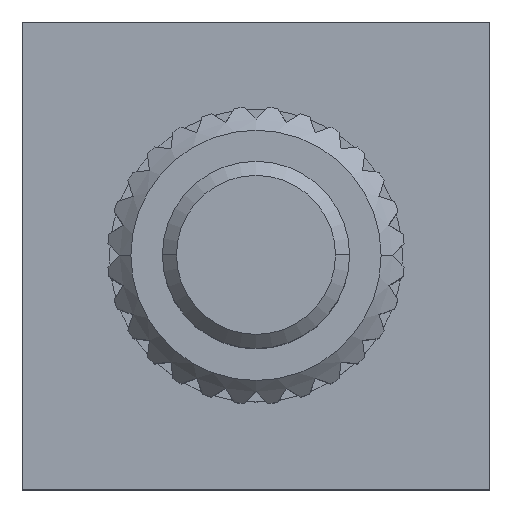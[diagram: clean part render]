
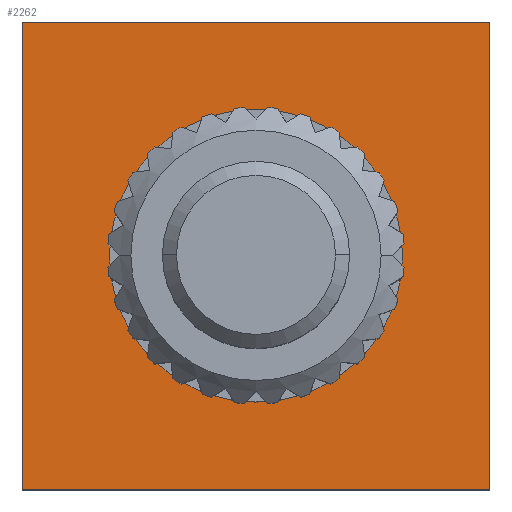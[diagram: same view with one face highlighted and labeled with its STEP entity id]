
A CAD part, top view. The second image highlights one B-rep face of the part: STEP entity #2262.
In plain terms, the highlighted planar face has unit normal (0, 0, 1).
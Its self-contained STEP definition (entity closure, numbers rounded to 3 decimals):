
#130 = DIRECTION ( 'NONE',  ( 1., 0., 0. ) ) ;
#236 = EDGE_CURVE ( 'NONE', #766, #4916, #5718, .T. ) ;
#337 = CIRCLE ( 'NONE', #2453, 3.125 ) ;
#455 = CARTESIAN_POINT ( 'NONE',  ( -5., 5., 2. ) ) ;
#498 = AXIS2_PLACEMENT_3D ( 'NONE', #1796, #3998, #4496 ) ;
#766 = VERTEX_POINT ( 'NONE', #1545 ) ;
#802 = VECTOR ( 'NONE', #2656, 1000. ) ;
#1053 = DIRECTION ( 'NONE',  ( 0., 0., 1. ) ) ;
#1113 = ORIENTED_EDGE ( 'NONE', *, *, #5043, .T. ) ;
#1407 = ORIENTED_EDGE ( 'NONE', *, *, #2371, .T. ) ;
#1423 = EDGE_CURVE ( 'NONE', #2139, #2910, #337, .T. ) ;
#1448 = CARTESIAN_POINT ( 'NONE',  ( 5., 5., 2. ) ) ;
#1545 = CARTESIAN_POINT ( 'NONE',  ( 5., -5., 2. ) ) ;
#1796 = CARTESIAN_POINT ( 'NONE',  ( 0., 0., 2. ) ) ;
#1830 = DIRECTION ( 'NONE',  ( 0., 0., 1. ) ) ;
#1914 = VECTOR ( 'NONE', #3215, 1000. ) ;
#1920 = FACE_BOUND ( 'NONE', #4993, .T. ) ;
#1949 = ORIENTED_EDGE ( 'NONE', *, *, #1423, .F. ) ;
#1969 = CARTESIAN_POINT ( 'NONE',  ( 0., 0., 2. ) ) ;
#1978 = LINE ( 'NONE', #455, #802 ) ;
#2054 = FACE_OUTER_BOUND ( 'NONE', #4927, .T. ) ;
#2139 = VERTEX_POINT ( 'NONE', #5268 ) ;
#2204 = DIRECTION ( 'NONE',  ( 1., 0., 0. ) ) ;
#2262 = ADVANCED_FACE ( 'NONE', ( #2054, #1920 ), #4943, .T. ) ;
#2275 = CARTESIAN_POINT ( 'NONE',  ( -5., -5., 2. ) ) ;
#2371 = EDGE_CURVE ( 'NONE', #4299, #5225, #3768, .T. ) ;
#2374 = ORIENTED_EDGE ( 'NONE', *, *, #236, .T. ) ;
#2453 = AXIS2_PLACEMENT_3D ( 'NONE', #1969, #1053, #130 ) ;
#2505 = CIRCLE ( 'NONE', #4900, 3.125 ) ;
#2656 = DIRECTION ( 'NONE',  ( -1., 0., 0. ) ) ;
#2660 = DIRECTION ( 'NONE',  ( 1., 0., 0. ) ) ;
#2756 = CARTESIAN_POINT ( 'NONE',  ( -3.125, 0., 2. ) ) ;
#2910 = VERTEX_POINT ( 'NONE', #2756 ) ;
#3215 = DIRECTION ( 'NONE',  ( 0., -1., 0. ) ) ;
#3518 = EDGE_CURVE ( 'NONE', #4916, #4299, #1978, .T. ) ;
#3610 = CARTESIAN_POINT ( 'NONE',  ( -5., 5., 2. ) ) ;
#3768 = LINE ( 'NONE', #3610, #1914 ) ;
#3804 = CARTESIAN_POINT ( 'NONE',  ( 5., 5., 2. ) ) ;
#3821 = ORIENTED_EDGE ( 'NONE', *, *, #4677, .F. ) ;
#3835 = CARTESIAN_POINT ( 'NONE',  ( -5., 5., 2. ) ) ;
#3998 = DIRECTION ( 'NONE',  ( 0., 0., 1. ) ) ;
#4299 = VERTEX_POINT ( 'NONE', #3835 ) ;
#4384 = VECTOR ( 'NONE', #2204, 1000. ) ;
#4496 = DIRECTION ( 'NONE',  ( 1., 0., 0. ) ) ;
#4677 = EDGE_CURVE ( 'NONE', #2910, #2139, #2505, .T. ) ;
#4839 = CARTESIAN_POINT ( 'NONE',  ( -5., -5., 2. ) ) ;
#4879 = CARTESIAN_POINT ( 'NONE',  ( 0., 0., 2. ) ) ;
#4900 = AXIS2_PLACEMENT_3D ( 'NONE', #4879, #1830, #2660 ) ;
#4916 = VERTEX_POINT ( 'NONE', #3804 ) ;
#4927 = EDGE_LOOP ( 'NONE', ( #2374, #5263, #1407, #1113 ) ) ;
#4943 = PLANE ( 'NONE',  #498 ) ;
#4970 = DIRECTION ( 'NONE',  ( 0., 1., 0. ) ) ;
#4993 = EDGE_LOOP ( 'NONE', ( #3821, #1949 ) ) ;
#5043 = EDGE_CURVE ( 'NONE', #5225, #766, #5695, .T. ) ;
#5225 = VERTEX_POINT ( 'NONE', #2275 ) ;
#5246 = VECTOR ( 'NONE', #4970, 1000. ) ;
#5263 = ORIENTED_EDGE ( 'NONE', *, *, #3518, .T. ) ;
#5268 = CARTESIAN_POINT ( 'NONE',  ( 3.125, 0., 2. ) ) ;
#5695 = LINE ( 'NONE', #4839, #4384 ) ;
#5718 = LINE ( 'NONE', #1448, #5246 ) ;
